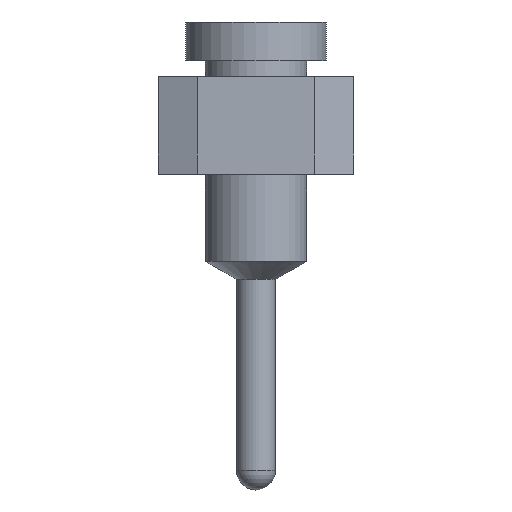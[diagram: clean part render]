
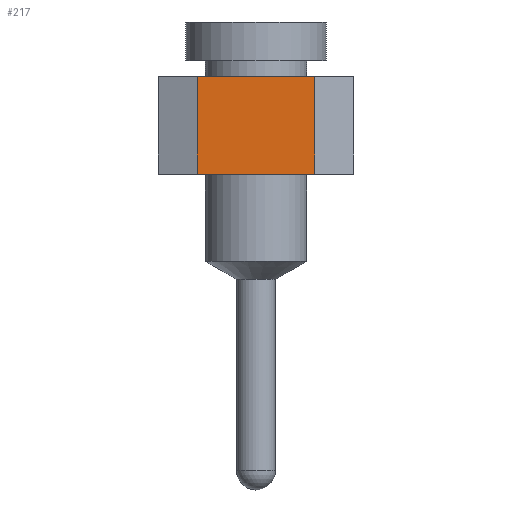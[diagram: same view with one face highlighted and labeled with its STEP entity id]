
A CAD part, left-side view. The second image highlights one B-rep face of the part: STEP entity #217.
In plain terms, the highlighted planar face has unit normal (-1, 0, 0).
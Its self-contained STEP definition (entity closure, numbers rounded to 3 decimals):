
#217 = ADVANCED_FACE('',(#218),#252,.F.);
#218 = FACE_BOUND('',#219,.T.);
#219 = EDGE_LOOP('',(#220,#230,#238,#246));
#220 = ORIENTED_EDGE('',*,*,#221,.T.);
#221 = EDGE_CURVE('',#222,#224,#226,.T.);
#222 = VERTEX_POINT('',#223);
#223 = CARTESIAN_POINT('',(-6.35,0.762,2.57));
#224 = VERTEX_POINT('',#225);
#225 = CARTESIAN_POINT('',(-6.35,0.762,1.3));
#226 = LINE('',#227,#228);
#227 = CARTESIAN_POINT('',(-6.35,0.762,3.84));
#228 = VECTOR('',#229,1.);
#229 = DIRECTION('',(0.,0.,-1.));
#230 = ORIENTED_EDGE('',*,*,#231,.T.);
#231 = EDGE_CURVE('',#224,#232,#234,.T.);
#232 = VERTEX_POINT('',#233);
#233 = CARTESIAN_POINT('',(-6.35,-0.762,1.3));
#234 = LINE('',#235,#236);
#235 = CARTESIAN_POINT('',(-6.35,1.27,1.3));
#236 = VECTOR('',#237,1.);
#237 = DIRECTION('',(0.,-1.,0.));
#238 = ORIENTED_EDGE('',*,*,#239,.F.);
#239 = EDGE_CURVE('',#240,#232,#242,.T.);
#240 = VERTEX_POINT('',#241);
#241 = CARTESIAN_POINT('',(-6.35,-0.762,2.57));
#242 = LINE('',#243,#244);
#243 = CARTESIAN_POINT('',(-6.35,-0.762,3.84));
#244 = VECTOR('',#245,1.);
#245 = DIRECTION('',(0.,0.,-1.));
#246 = ORIENTED_EDGE('',*,*,#247,.F.);
#247 = EDGE_CURVE('',#222,#240,#248,.T.);
#248 = LINE('',#249,#250);
#249 = CARTESIAN_POINT('',(-6.35,1.27,2.57));
#250 = VECTOR('',#251,1.);
#251 = DIRECTION('',(0.,-1.,0.));
#252 = PLANE('',#253);
#253 = AXIS2_PLACEMENT_3D('',#254,#255,#256);
#254 = CARTESIAN_POINT('',(-6.35,1.27,2.57));
#255 = DIRECTION('',(1.,0.,0.));
#256 = DIRECTION('',(0.,1.,0.));
